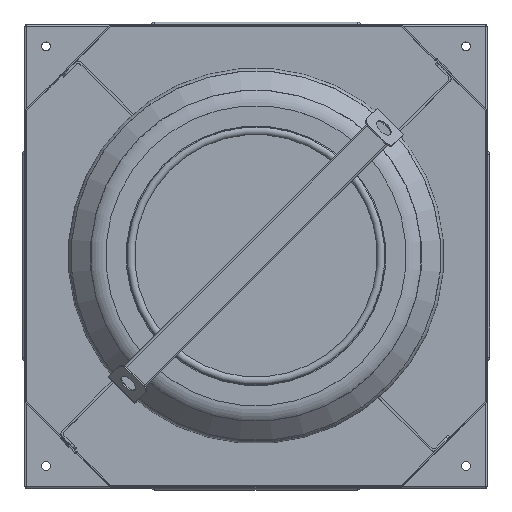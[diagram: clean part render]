
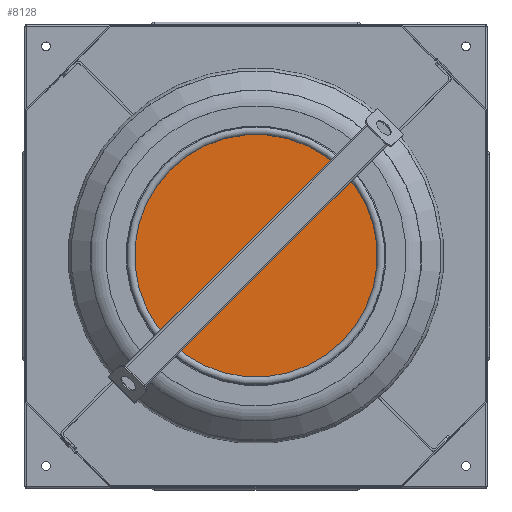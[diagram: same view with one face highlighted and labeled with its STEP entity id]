
A CAD part, top view. The second image highlights one B-rep face of the part: STEP entity #8128.
In plain terms, the highlighted planar face has unit normal (0, 0, 1).
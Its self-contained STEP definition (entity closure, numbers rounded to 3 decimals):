
#7784 = TOROIDAL_SURFACE('',#7785,170.,5.5);
#7785 = AXIS2_PLACEMENT_3D('',#7786,#7787,#7788);
#7786 = CARTESIAN_POINT('',(0.,0.,383.5));
#7787 = DIRECTION('',(0.,0.,1.));
#7788 = DIRECTION('',(-0.707,0.707,0.
    ));
#8051 = VERTEX_POINT('',#8052);
#8052 = CARTESIAN_POINT('',(116.466,-116.466,385.));
#8079 = EDGE_CURVE('',#8051,#8051,#8080,.T.);
#8080 = SURFACE_CURVE('',#8081,(#8086,#8115),.PCURVE_S1.);
#8081 = CIRCLE('',#8082,164.708);
#8082 = AXIS2_PLACEMENT_3D('',#8083,#8084,#8085);
#8083 = CARTESIAN_POINT('',(0.,0.,385.));
#8084 = DIRECTION('',(0.,0.,1.));
#8085 = DIRECTION('',(-0.707,0.707,0.
    ));
#8086 = PCURVE('',#7784,#8087);
#8087 = DEFINITIONAL_REPRESENTATION('',(#8088),#8114);
#8088 = B_SPLINE_CURVE_WITH_KNOTS('',3,(#8089,#8090,#8091,#8092,#8093,
    #8094,#8095,#8096,#8097,#8098,#8099,#8100,#8101,#8102,#8103,#8104,
    #8105,#8106,#8107,#8108,#8109,#8110,#8111,#8112,#8113),
  .UNSPECIFIED.,.F.,.F.,(4,1,1,1,1,1,1,1,1,1,1,1,1,1,1,1,1,1,1,1,1,1,4),
  (3.142,3.427,3.713,3.998,
    4.284,4.57,4.855,5.141,
    5.426,5.712,5.998,6.283,
    6.569,6.854,7.14,7.426,
    7.711,7.997,8.282,8.568,
    8.854,9.139,9.425),.QUASI_UNIFORM_KNOTS.);
#8089 = CARTESIAN_POINT('',(3.142,9.149));
#8090 = CARTESIAN_POINT('',(3.237,9.149));
#8091 = CARTESIAN_POINT('',(3.427,9.149));
#8092 = CARTESIAN_POINT('',(3.713,9.149));
#8093 = CARTESIAN_POINT('',(3.998,9.149));
#8094 = CARTESIAN_POINT('',(4.284,9.149));
#8095 = CARTESIAN_POINT('',(4.57,9.149));
#8096 = CARTESIAN_POINT('',(4.855,9.149));
#8097 = CARTESIAN_POINT('',(5.141,9.149));
#8098 = CARTESIAN_POINT('',(5.426,9.149));
#8099 = CARTESIAN_POINT('',(5.712,9.149));
#8100 = CARTESIAN_POINT('',(5.998,9.149));
#8101 = CARTESIAN_POINT('',(6.283,9.149));
#8102 = CARTESIAN_POINT('',(6.569,9.149));
#8103 = CARTESIAN_POINT('',(6.854,9.149));
#8104 = CARTESIAN_POINT('',(7.14,9.149));
#8105 = CARTESIAN_POINT('',(7.426,9.149));
#8106 = CARTESIAN_POINT('',(7.711,9.149));
#8107 = CARTESIAN_POINT('',(7.997,9.149));
#8108 = CARTESIAN_POINT('',(8.282,9.149));
#8109 = CARTESIAN_POINT('',(8.568,9.149));
#8110 = CARTESIAN_POINT('',(8.854,9.149));
#8111 = CARTESIAN_POINT('',(9.139,9.149));
#8112 = CARTESIAN_POINT('',(9.33,9.149));
#8113 = CARTESIAN_POINT('',(9.425,9.149));
#8114 = ( GEOMETRIC_REPRESENTATION_CONTEXT(2) 
PARAMETRIC_REPRESENTATION_CONTEXT() REPRESENTATION_CONTEXT('2D SPACE',''
  ) );
#8115 = PCURVE('',#8116,#8121);
#8116 = PLANE('',#8117);
#8117 = AXIS2_PLACEMENT_3D('',#8118,#8119,#8120);
#8118 = CARTESIAN_POINT('',(72.125,72.125,385.));
#8119 = DIRECTION('',(0.,0.,1.));
#8120 = DIRECTION('',(-0.707,0.707,0.));
#8121 = DEFINITIONAL_REPRESENTATION('',(#8122),#8126);
#8122 = CIRCLE('',#8123,164.708);
#8123 = AXIS2_PLACEMENT_2D('',#8124,#8125);
#8124 = CARTESIAN_POINT('',(0.,102.));
#8125 = DIRECTION('',(1.,0.));
#8126 = ( GEOMETRIC_REPRESENTATION_CONTEXT(2) 
PARAMETRIC_REPRESENTATION_CONTEXT() REPRESENTATION_CONTEXT('2D SPACE',''
  ) );
#8128 = ADVANCED_FACE('',(#8129),#8116,.T.);
#8129 = FACE_BOUND('',#8130,.T.);
#8130 = EDGE_LOOP('',(#8131));
#8131 = ORIENTED_EDGE('',*,*,#8079,.T.);
